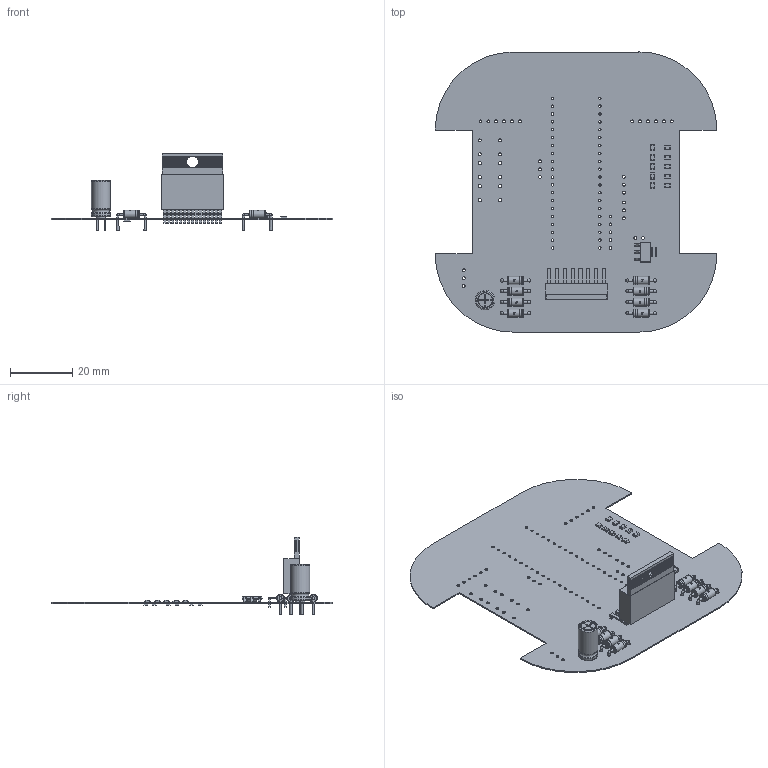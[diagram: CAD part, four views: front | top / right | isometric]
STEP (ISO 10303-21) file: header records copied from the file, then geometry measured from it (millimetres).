
FILE_DESCRIPTION(('Open CASCADE Model'),'2;1');
FILE_NAME('Open CASCADE Shape Model','2023-08-30T15:10:57',('Author'),( 'Open CASCADE'),'Open CASCADE STEP processor 6.8','Open CASCADE 6.8' ,'Unknown');
FILE_SCHEMA(('AUTOMOTIVE_DESIGN { 1 0 10303 214 1 1 1 1 }'));
Length unit declared in the file: millimetre
Products named in the file (90): PCB; Board; Open CASCADE STEP translator 6.8 2.1.1; U2; 5788910752; AMS1117-3.3.STEP; AMS1117-3.3_AMS1117-3.3.STEP; R11; 5788909952; R10; 5788910912; R9; R8; R7; D13; 5788910512; D12; D11; D10; D9; R6; 5788913632; R5; R4; R3; R2; R1; U1; 7009847232; Extruded; 7009846832; 7009846512; 7009846112; 7009845632; 7009557920; 7009557600; 7009557280; 7009556480; 7009555680; 7009554880 ...
Assembly tree (183 placements, depth 5):
  PCB
    Board
      Open CASCADE STEP translator 6.8 2.1.1
    U2
      5788910752
        AMS1117-3.3.STEP
          AMS1117-3.3_AMS1117-3.3.STEP
    R11
      5788909952
    R10
      5788910912
    R9
      5788910912
    R8
      5788910912
    R7
      5788910912
    D13
      5788910512
    D12
      5788910512
    D11
      5788910512
    D10
      5788910512
    D9
      5788910512
    R6
      5788913632
    R5
      5788910912
    R4
      5788913632
    R3
      5788910912
    R2
      5788913632
    R1
      5788910912
    U1
      7009847232  x15
        Extruded
      7009846832  x8
        Extruded
      7009846512  x15
        Extruded
      7009846112  x15
        Extruded
      7009845632  x7
        Extruded
      7009557920
        Extruded
      7009557600
        Extruded
      7009557280  x4
        Extruded
      7009556480  x4
        Extruded
      7009555680  x4
        Extruded
Bounding box: 90.81 x 90.33 x 25.01 mm (x, y, z)
Volume: 4815.3 mm3; surface area: 17844.1 mm2
Topology: 221 solids, 221 shells, 2458 faces, 5555 edges, 3543 vertices
Faces by surface type: plane 1733, cylinder 420, bspline 205, torus 80, cone 16, sphere 4
Full cylindrical faces by diameter (mm): 0.5 x2, 0.7 x2, 0.762 x38, 0.77 x48, 0.9 x46, 0.99 x12, 1 x16, 2.6 x24, 4.725 x2
Entity records: 39969 total; most frequent: CARTESIAN_POINT 12676, ORIENTED_EDGE 5222, DIRECTION 4906, EDGE_CURVE 2611, AXIS2_PLACEMENT_3D 1695, VERTEX_POINT 1689, LINE 1516, VECTOR 1516
